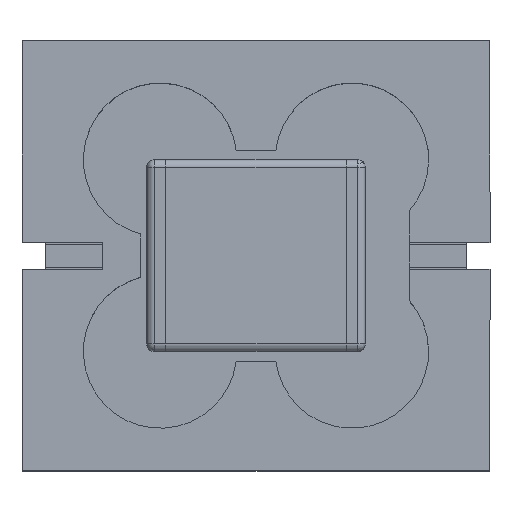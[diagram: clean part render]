
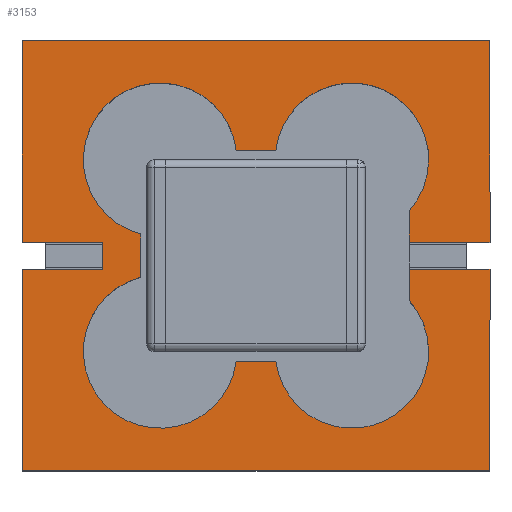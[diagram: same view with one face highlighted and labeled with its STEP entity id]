
A CAD part, top view. The second image highlights one B-rep face of the part: STEP entity #3153.
In plain terms, the highlighted free-form (B-spline) face has degree [1, 1] with [2, 2] control points.
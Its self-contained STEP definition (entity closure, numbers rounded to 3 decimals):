
#2656=CARTESIAN_POINT('',(6.1,0.35,12.0));
#2657=VERTEX_POINT('',#2656);
#2664=CARTESIAN_POINT('',(4.,0.35,12.0));
#2665=VERTEX_POINT('',#2664);
#2666=CARTESIAN_POINT('',(4.,0.35,12.0));
#2667=DIRECTION('',(1.0,0.0,0.0));
#2668=VECTOR('',#2667,2.1);
#2669=LINE('',#2666,#2668);
#2670=EDGE_CURVE('',#2665,#2657,#2669,.T.);
#2686=CARTESIAN_POINT('',(6.1,-0.35,12.0));
#2687=VERTEX_POINT('',#2686);
#2696=CARTESIAN_POINT('',(4.,-0.35,12.0));
#2697=VERTEX_POINT('',#2696);
#2704=CARTESIAN_POINT('',(6.1,-0.35,12.0));
#2705=DIRECTION('',(-1.0,0.0,0.0));
#2706=VECTOR('',#2705,2.1);
#2707=LINE('',#2704,#2706);
#2708=EDGE_CURVE('',#2687,#2697,#2707,.T.);
#2719=CARTESIAN_POINT('',(4.,1.177,12.0));
#2720=VERTEX_POINT('',#2719);
#2721=CARTESIAN_POINT('',(4.,1.177,12.0));
#2722=DIRECTION('',(0.0,-1.0,0.0));
#2723=VECTOR('',#2722,0.827);
#2724=LINE('',#2721,#2723);
#2725=EDGE_CURVE('',#2720,#2665,#2724,.T.);
#2758=CARTESIAN_POINT('',(4.,-1.177,12.));
#2759=VERTEX_POINT('',#2758);
#2766=CARTESIAN_POINT('',(4.,-0.35,12.0));
#2767=DIRECTION('',(0.0,-1.0,0.0));
#2768=VECTOR('',#2767,0.827);
#2769=LINE('',#2766,#2768);
#2770=EDGE_CURVE('',#2697,#2759,#2769,.T.);
#2782=CARTESIAN_POINT('',(-3.,-0.564,12.));
#2783=VERTEX_POINT('',#2782);
#2790=CARTESIAN_POINT('',(-0.516,-2.75,12.0));
#2791=VERTEX_POINT('',#2790);
#2792=CARTESIAN_POINT('',(-2.5,-2.5,12.0));
#2793=DIRECTION('',(0.0,0.0,-1.0));
#2794=DIRECTION('',(1.0,0.0,0.0));
#2795=AXIS2_PLACEMENT_3D('',#2792,#2793,#2794);
#2796=CIRCLE('',#2795,2.0);
#2797=EDGE_CURVE('',#2791,#2783,#2796,.T.);
#2823=CARTESIAN_POINT('',(0.516,-2.75,12.0));
#2824=VERTEX_POINT('',#2823);
#2825=CARTESIAN_POINT('',(0.516,-2.75,12.0));
#2826=DIRECTION('',(-1.0,0.0,0.0));
#2827=VECTOR('',#2826,1.031);
#2828=LINE('',#2825,#2827);
#2829=EDGE_CURVE('',#2824,#2791,#2828,.T.);
#2862=CARTESIAN_POINT('',(2.5,-2.5,12.0));
#2863=DIRECTION('',(0.0,0.0,-1.0));
#2864=DIRECTION('',(1.0,0.0,0.0));
#2865=AXIS2_PLACEMENT_3D('',#2862,#2863,#2864);
#2866=CIRCLE('',#2865,2.0);
#2867=EDGE_CURVE('',#2759,#2824,#2866,.T.);
#2923=CARTESIAN_POINT('',(0.516,2.75,12.0));
#2924=VERTEX_POINT('',#2923);
#2931=CARTESIAN_POINT('',(-0.516,2.75,12.0));
#2932=VERTEX_POINT('',#2931);
#2933=CARTESIAN_POINT('',(-0.516,2.75,12.0));
#2934=DIRECTION('',(1.0,0.0,0.0));
#2935=VECTOR('',#2934,1.031);
#2936=LINE('',#2933,#2935);
#2937=EDGE_CURVE('',#2932,#2924,#2936,.T.);
#2956=CARTESIAN_POINT('',(-3.,0.564,12.0));
#2957=VERTEX_POINT('',#2956);
#2964=CARTESIAN_POINT('',(-3.,-0.564,12.0));
#2965=DIRECTION('',(0.0,1.0,0.0));
#2966=VECTOR('',#2965,1.127);
#2967=LINE('',#2964,#2966);
#2968=EDGE_CURVE('',#2783,#2957,#2967,.T.);
#2979=CARTESIAN_POINT('',(-2.5,2.5,12.0));
#2980=DIRECTION('',(0.0,0.0,-1.0));
#2981=DIRECTION('',(1.0,0.0,0.0));
#2982=AXIS2_PLACEMENT_3D('',#2979,#2980,#2981);
#2983=CIRCLE('',#2982,2.0);
#2984=EDGE_CURVE('',#2957,#2932,#2983,.T.);
#2997=CARTESIAN_POINT('',(2.5,2.5,12.0));
#2998=DIRECTION('',(0.0,0.0,-1.0));
#2999=DIRECTION('',(1.0,0.0,0.0));
#3000=AXIS2_PLACEMENT_3D('',#2997,#2998,#2999);
#3001=CIRCLE('',#3000,2.0);
#3002=EDGE_CURVE('',#2924,#2720,#3001,.T.);
#3014=CARTESIAN_POINT('',(-4.0,-0.35,12.0));
#3015=VERTEX_POINT('',#3014);
#3023=CARTESIAN_POINT('',(-6.1,-0.35,12.0));
#3024=VERTEX_POINT('',#3023);
#3031=CARTESIAN_POINT('',(-4.0,-0.35,12.0));
#3032=DIRECTION('',(-1.0,0.0,0.0));
#3033=VECTOR('',#3032,2.1);
#3034=LINE('',#3031,#3033);
#3035=EDGE_CURVE('',#3015,#3024,#3034,.T.);
#3045=CARTESIAN_POINT('',(-4.0,0.35,12.0));
#3046=VERTEX_POINT('',#3045);
#3055=CARTESIAN_POINT('',(-4.0,0.35,12.0));
#3056=DIRECTION('',(0.0,-1.0,0.0));
#3057=VECTOR('',#3056,0.7);
#3058=LINE('',#3055,#3057);
#3059=EDGE_CURVE('',#3046,#3015,#3058,.T.);
#3069=CARTESIAN_POINT('',(-6.1,0.35,12.0));
#3070=VERTEX_POINT('',#3069);
#3079=CARTESIAN_POINT('',(-6.1,0.35,12.0));
#3080=DIRECTION('',(1.0,0.0,0.0));
#3081=VECTOR('',#3080,2.1);
#3082=LINE('',#3079,#3081);
#3083=EDGE_CURVE('',#3070,#3046,#3082,.T.);
#3088=CARTESIAN_POINT('',(-6.1,-5.6,12.0));
#3089=CARTESIAN_POINT('',(6.1,-5.6,12.0));
#3090=CARTESIAN_POINT('',(-6.1,5.6,12.0));
#3091=CARTESIAN_POINT('',(6.1,5.6,12.0));
#3092=B_SPLINE_SURFACE_WITH_KNOTS('',1,1,((#3088,#3090),(#3089,#3091)),.UNSPECIFIED.,.F.,.F.,.U.,(2,2),(2,2),(0.0,12.2),(0.0,11.2),.UNSPECIFIED.);
#3093=ORIENTED_EDGE('',*,*,#2708,.T.);
#3094=ORIENTED_EDGE('',*,*,#2770,.T.);
#3095=ORIENTED_EDGE('',*,*,#2867,.T.);
#3096=ORIENTED_EDGE('',*,*,#2829,.T.);
#3097=ORIENTED_EDGE('',*,*,#2797,.T.);
#3098=ORIENTED_EDGE('',*,*,#2968,.T.);
#3099=ORIENTED_EDGE('',*,*,#2984,.T.);
#3100=ORIENTED_EDGE('',*,*,#2937,.T.);
#3101=ORIENTED_EDGE('',*,*,#3002,.T.);
#3102=ORIENTED_EDGE('',*,*,#2725,.T.);
#3103=ORIENTED_EDGE('',*,*,#2670,.T.);
#3104=CARTESIAN_POINT('',(6.1,5.6,12.0));
#3105=VERTEX_POINT('',#3104);
#3106=CARTESIAN_POINT('',(6.1,5.6,12.0));
#3107=DIRECTION('',(0.0,-1.0,0.0));
#3108=VECTOR('',#3107,5.25);
#3109=LINE('',#3106,#3108);
#3110=EDGE_CURVE('',#3105,#2657,#3109,.T.);
#3111=ORIENTED_EDGE('',*,*,#3110,.F.);
#3112=CARTESIAN_POINT('',(-6.1,5.6,12.0));
#3113=VERTEX_POINT('',#3112);
#3114=CARTESIAN_POINT('',(-6.1,5.6,12.0));
#3115=DIRECTION('',(1.0,0.0,0.0));
#3116=VECTOR('',#3115,12.2);
#3117=LINE('',#3114,#3116);
#3118=EDGE_CURVE('',#3113,#3105,#3117,.T.);
#3119=ORIENTED_EDGE('',*,*,#3118,.F.);
#3120=CARTESIAN_POINT('',(-6.1,0.35,12.0));
#3121=DIRECTION('',(0.0,1.0,0.0));
#3122=VECTOR('',#3121,5.25);
#3123=LINE('',#3120,#3122);
#3124=EDGE_CURVE('',#3070,#3113,#3123,.T.);
#3125=ORIENTED_EDGE('',*,*,#3124,.F.);
#3126=ORIENTED_EDGE('',*,*,#3083,.T.);
#3127=ORIENTED_EDGE('',*,*,#3059,.T.);
#3128=ORIENTED_EDGE('',*,*,#3035,.T.);
#3129=CARTESIAN_POINT('',(-6.1,-5.6,12.0));
#3130=VERTEX_POINT('',#3129);
#3131=CARTESIAN_POINT('',(-6.1,-5.6,12.0));
#3132=DIRECTION('',(0.0,1.0,0.0));
#3133=VECTOR('',#3132,5.25);
#3134=LINE('',#3131,#3133);
#3135=EDGE_CURVE('',#3130,#3024,#3134,.T.);
#3136=ORIENTED_EDGE('',*,*,#3135,.F.);
#3137=CARTESIAN_POINT('',(6.1,-5.6,12.0));
#3138=VERTEX_POINT('',#3137);
#3139=CARTESIAN_POINT('',(6.1,-5.6,12.0));
#3140=DIRECTION('',(-1.0,0.0,0.0));
#3141=VECTOR('',#3140,12.2);
#3142=LINE('',#3139,#3141);
#3143=EDGE_CURVE('',#3138,#3130,#3142,.T.);
#3144=ORIENTED_EDGE('',*,*,#3143,.F.);
#3145=CARTESIAN_POINT('',(6.1,-0.35,12.0));
#3146=DIRECTION('',(0.0,-1.0,0.0));
#3147=VECTOR('',#3146,5.25);
#3148=LINE('',#3145,#3147);
#3149=EDGE_CURVE('',#2687,#3138,#3148,.T.);
#3150=ORIENTED_EDGE('',*,*,#3149,.F.);
#3151=EDGE_LOOP('',(#3093,#3094,#3095,#3096,#3097,#3098,#3099,#3100,#3101,#3102,#3103,#3111,#3119,#3125,#3126,#3127,#3128,#3136,#3144,#3150));
#3152=FACE_OUTER_BOUND('',#3151,.T.);
#3153=ADVANCED_FACE('',(#3152),#3092,.T.);
